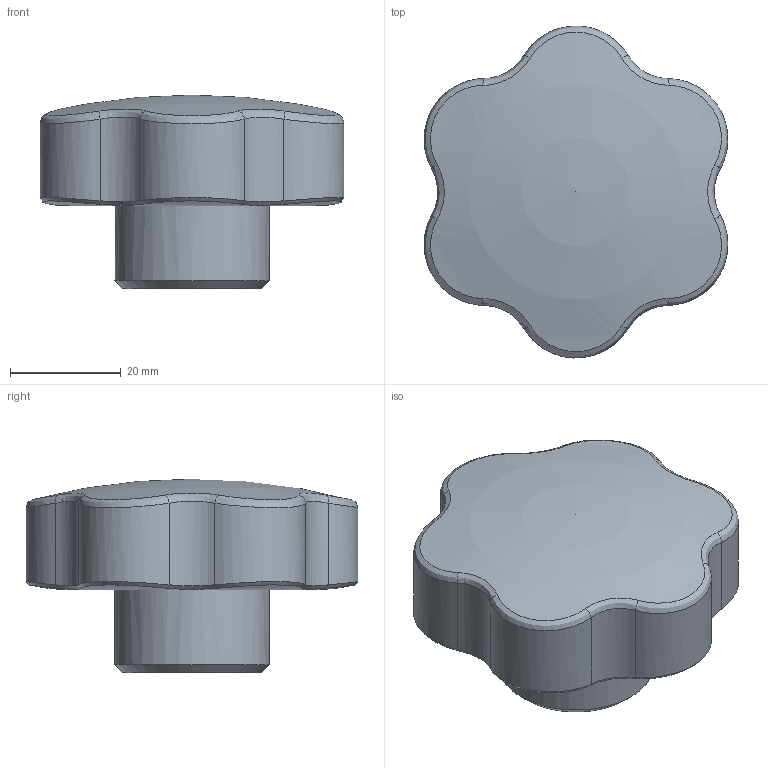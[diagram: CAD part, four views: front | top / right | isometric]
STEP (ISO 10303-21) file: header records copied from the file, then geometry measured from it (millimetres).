
FILE_DESCRIPTION( ( 'Unknown' ), '1' );
FILE_NAME( '6113065_VB60_M08.stp', 'Unknown', ( 'Unknown' ), ( 'Unknown' ), 'PSStep 11.0', 'Unknown', ' ' );
FILE_SCHEMA( ( 'AUTOMOTIVE_DESIGN { 1 0 10303 214 1 1 1 1 }' ) );
Length unit declared in the file: millimetre
Products named in the file (1): 6113065
Bounding box: 54.91 x 59.98 x 35 mm (x, y, z)
Volume: 43255.5 mm3; surface area: 12737 mm2
Topology: 1 solids, 1 shells, 69 faces, 177 edges, 109 vertices
Faces by surface type: bspline 25, plane 19, cylinder 14, torus 6, cone 4, sphere 1
Full cylindrical faces by diameter (mm): 6.647 x1, 28 x1
Entity records: 7261 total; most frequent: CARTESIAN_POINT 5326, ORIENTED_EDGE 324, DIRECTION 210, EDGE_CURVE 162, VERTEX_POINT 103, AXIS2_PLACEMENT_3D 87, B_SPLINE_CURVE_WITH_KNOTS 84, EDGE_LOOP 76
